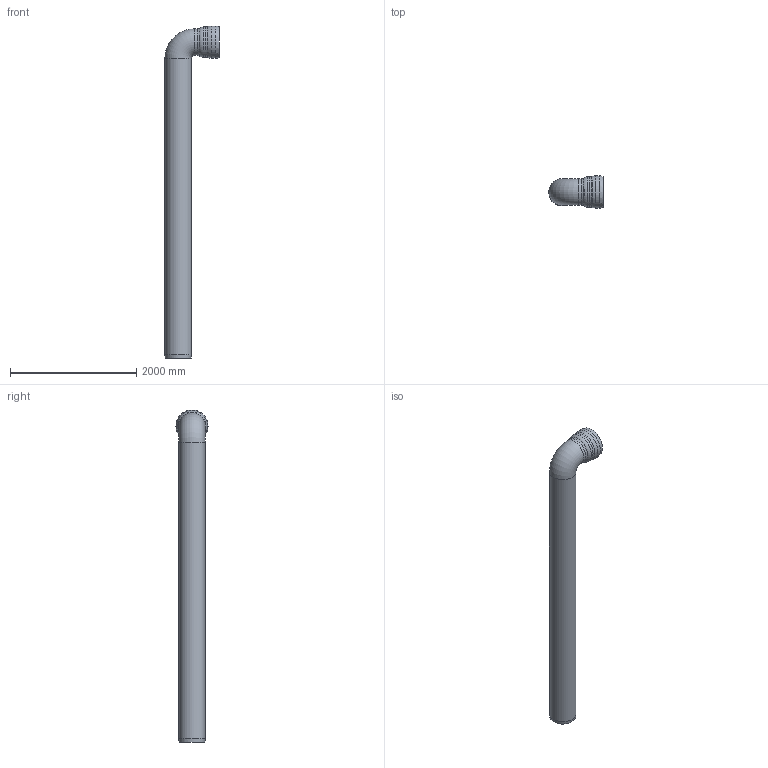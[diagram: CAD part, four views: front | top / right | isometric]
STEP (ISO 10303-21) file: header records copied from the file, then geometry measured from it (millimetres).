
FILE_DESCRIPTION(/* description */ (''),/* implementation_level */ '2;1');
FILE_NAME(/* name */ '00504.040X_3D.stp',/* time_stamp */ '2024-12-11T12:57:00+01:00',/* author */ ('CAD'),/* organization */ (''),/* preprocessor_version */ 'ST-DEVELOPER v20',/* originating_system */ 'AutoCAD Mechanical',/* authorisation */ '');
FILE_SCHEMA (('AUTOMOTIVE_DESIGN { 1 0 10303 214 3 1 1 }'));
Length unit declared in the file: centimetre
Products named in the file (1): Product
Bounding box: 860 x 510 x 5255 mm (x, y, z)
Volume: 106936990.9 mm3; surface area: 14342992.3 mm2
Topology: 2 solids, 2 shells, 26 faces, 60 edges, 38 vertices
Faces by surface type: torus 8, cylinder 7, plane 4, bspline 4, cone 3
Full cylindrical faces by diameter (mm): 390 x2, 420 x2, 450 x1, 480 x1, 510 x1
Entity records: 884 total; most frequent: CARTESIAN_POINT 229, DIRECTION 156, ORIENTED_EDGE 120, AXIS2_PLACEMENT_3D 73, EDGE_CURVE 60, CIRCLE 50, VERTEX_POINT 38, EDGE_LOOP 30
